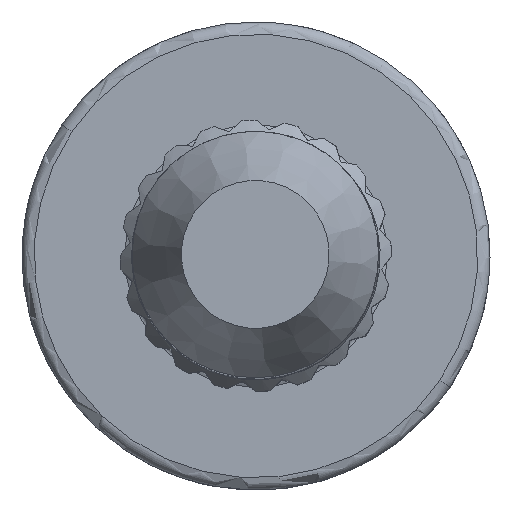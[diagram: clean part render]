
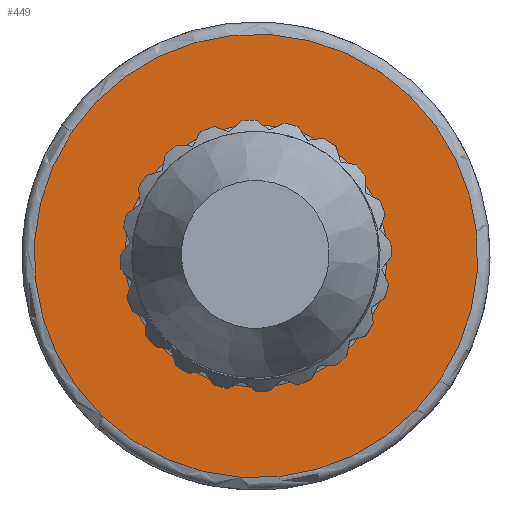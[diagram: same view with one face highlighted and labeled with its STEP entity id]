
A CAD part, top view. The second image highlights one B-rep face of the part: STEP entity #449.
In plain terms, the highlighted planar face has unit normal (-0.001, 0, 1).
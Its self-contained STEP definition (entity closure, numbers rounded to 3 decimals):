
#42=FACE_BOUND('',#677,.T.);
#43=FACE_BOUND('',#678,.T.);
#449=ADVANCED_FACE('',(#42,#43),#500,.T.);
#500=PLANE('',#1879);
#677=EDGE_LOOP('',(#1131,#1132));
#678=EDGE_LOOP('',(#1133,#1134));
#1131=ORIENTED_EDGE('',*,*,#1655,.F.);
#1132=ORIENTED_EDGE('',*,*,#1656,.T.);
#1133=ORIENTED_EDGE('',*,*,#1643,.F.);
#1134=ORIENTED_EDGE('',*,*,#1654,.T.);
#1390=VERTEX_POINT('',#3157);
#1392=VERTEX_POINT('',#3191);
#1393=VERTEX_POINT('',#3247);
#1394=VERTEX_POINT('',#3248);
#1643=EDGE_CURVE('',#1392,#1390,#1720,.T.);
#1654=EDGE_CURVE('',#1392,#1390,#1724,.T.);
#1655=EDGE_CURVE('',#1393,#1394,#1725,.T.);
#1656=EDGE_CURVE('',#1393,#1394,#1726,.T.);
#1720=CIRCLE('',#1851,5.324);
#1724=CIRCLE('',#1866,5.324);
#1725=CIRCLE('',#1877,9.);
#1726=CIRCLE('',#1878,9.);
#1851=AXIS2_PLACEMENT_3D('',#3192,#2190,#2191);
#1866=AXIS2_PLACEMENT_3D('',#3235,#2220,#2221);
#1877=AXIS2_PLACEMENT_3D('',#3246,#2242,#2243);
#1878=AXIS2_PLACEMENT_3D('',#3249,#2244,#2245);
#1879=AXIS2_PLACEMENT_3D('',#3250,#2246,#2247);
#2190=DIRECTION('',(-0.001,0.,1.));
#2191=DIRECTION('',(-0.522,-0.853,0.));
#2220=DIRECTION('',(0.001,0.,-1.));
#2221=DIRECTION('',(-0.001,1.,0.));
#2242=DIRECTION('',(0.001,0.,-1.));
#2243=DIRECTION('',(-0.829,0.56,-0.001));
#2244=DIRECTION('',(-0.001,0.,1.));
#2245=DIRECTION('',(-0.829,0.56,-0.001));
#2246=DIRECTION('',(-0.001,0.,1.));
#2247=DIRECTION('',(-0.838,0.546,-0.001));
#3157=CARTESIAN_POINT('',(-21.068,-489.766,480.149));
#3191=CARTESIAN_POINT('',(-26.63,-498.845,480.146));
#3192=CARTESIAN_POINT('',(-23.849,-494.306,480.148));
#3235=CARTESIAN_POINT('',(-23.849,-494.306,480.148));
#3246=CARTESIAN_POINT('',(-23.849,-494.306,480.148));
#3247=CARTESIAN_POINT('',(-31.307,-489.269,480.142));
#3248=CARTESIAN_POINT('',(-16.39,-499.343,480.153));
#3249=CARTESIAN_POINT('',(-23.849,-494.306,480.148));
#3250=CARTESIAN_POINT('',(-10.691,-491.519,480.157));
